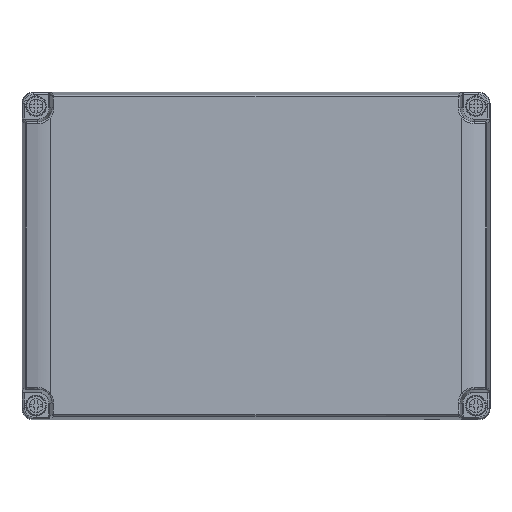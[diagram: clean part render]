
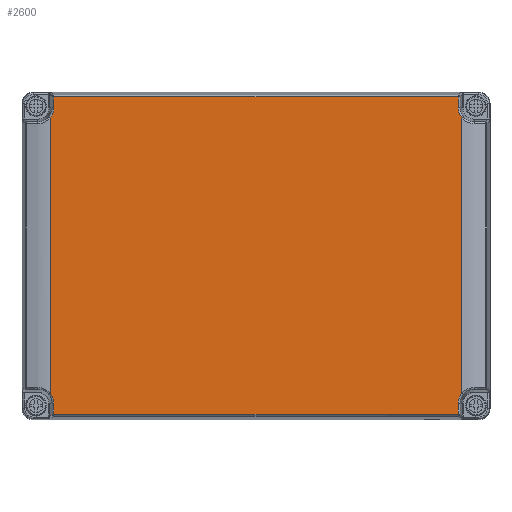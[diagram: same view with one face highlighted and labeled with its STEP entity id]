
A CAD part, top view. The second image highlights one B-rep face of the part: STEP entity #2600.
In plain terms, the highlighted planar face has unit normal (0, 0, 1).
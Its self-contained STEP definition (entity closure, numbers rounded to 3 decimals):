
#2511=AXIS2_PLACEMENT_3D('Plane Axis2P3D',#2508,#2509,#2510) ;
#2515=AXIS2_PLACEMENT_3D('Circle Axis2P3D',#2513,#2514,$) ;
#1256=CARTESIAN_POINT('Vertex',(232.965,166.5,150.)) ;
#1263=CARTESIAN_POINT('Vertex',(232.965,172.272,150.)) ;
#1266=CARTESIAN_POINT('Line Origine',(232.965,165.756,150.)) ;
#1312=CARTESIAN_POINT('Vertex',(235.,160.968,150.)) ;
#1316=CARTESIAN_POINT('Control Point',(235.,160.968,150.)) ;
#1317=CARTESIAN_POINT('Control Point',(234.212,161.894,150.)) ;
#1318=CARTESIAN_POINT('Control Point',(233.594,162.965,150.)) ;
#1319=CARTESIAN_POINT('Control Point',(233.189,164.06,150.)) ;
#1320=CARTESIAN_POINT('Control Point',(232.965,165.284,150.)) ;
#1321=CARTESIAN_POINT('Control Point',(232.965,166.5,150.)) ;
#2342=CARTESIAN_POINT('Vertex',(17.035,172.272,150.)) ;
#2345=CARTESIAN_POINT('Line Origine',(14.505,172.272,150.)) ;
#2508=CARTESIAN_POINT('Axis2P3D Location',(15.,0.,150.)) ;
#2513=CARTESIAN_POINT('Axis2P3D Location',(8.5,166.5,150.)) ;
#2517=CARTESIAN_POINT('Vertex',(15.,160.968,150.)) ;
#2519=CARTESIAN_POINT('Vertex',(17.035,166.5,150.)) ;
#2522=CARTESIAN_POINT('Line Origine',(15.,87.5,150.)) ;
#2526=CARTESIAN_POINT('Vertex',(15.,14.032,150.)) ;
#2530=CARTESIAN_POINT('Control Point',(15.,14.032,150.)) ;
#2531=CARTESIAN_POINT('Control Point',(15.557,13.378,150.)) ;
#2532=CARTESIAN_POINT('Control Point',(16.031,12.654,150.)) ;
#2533=CARTESIAN_POINT('Control Point',(16.411,11.874,150.)) ;
#2534=CARTESIAN_POINT('Control Point',(16.801,10.726,150.)) ;
#2535=CARTESIAN_POINT('Control Point',(16.983,9.535,150.)) ;
#2536=CARTESIAN_POINT('Control Point',(17.018,9.189,150.)) ;
#2537=CARTESIAN_POINT('Control Point',(17.035,8.844,150.)) ;
#2538=CARTESIAN_POINT('Control Point',(17.035,8.5,150.)) ;
#2539=CARTESIAN_POINT('Vertex',(17.035,8.5,150.)) ;
#2542=CARTESIAN_POINT('Line Origine',(17.035,5.614,150.)) ;
#2546=CARTESIAN_POINT('Vertex',(17.035,2.728,150.)) ;
#2549=CARTESIAN_POINT('Line Origine',(125.,2.728,150.)) ;
#2553=CARTESIAN_POINT('Vertex',(232.965,2.728,150.)) ;
#2556=CARTESIAN_POINT('Line Origine',(232.965,5.614,150.)) ;
#2560=CARTESIAN_POINT('Vertex',(232.965,8.5,150.)) ;
#2564=CARTESIAN_POINT('Control Point',(232.965,8.5,150.)) ;
#2565=CARTESIAN_POINT('Control Point',(232.965,9.359,150.)) ;
#2566=CARTESIAN_POINT('Control Point',(233.073,10.217,150.)) ;
#2567=CARTESIAN_POINT('Control Point',(233.289,11.058,150.)) ;
#2568=CARTESIAN_POINT('Control Point',(233.736,12.185,150.)) ;
#2569=CARTESIAN_POINT('Control Point',(234.369,13.21,150.)) ;
#2570=CARTESIAN_POINT('Control Point',(234.567,13.496,150.)) ;
#2571=CARTESIAN_POINT('Control Point',(234.777,13.77,150.)) ;
#2572=CARTESIAN_POINT('Control Point',(235.,14.032,150.)) ;
#2573=CARTESIAN_POINT('Vertex',(235.,14.032,150.)) ;
#2576=CARTESIAN_POINT('Line Origine',(235.,87.5,150.)) ;
#2581=CARTESIAN_POINT('Line Origine',(17.035,169.386,150.)) ;
#1267=DIRECTION('Vector Direction',(0.,1.,0.)) ;
#2346=DIRECTION('Vector Direction',(1.,0.,0.)) ;
#2509=DIRECTION('Axis2P3D Direction',(0.,0.,1.)) ;
#2510=DIRECTION('Axis2P3D XDirection',(1.,0.,0.)) ;
#2514=DIRECTION('Axis2P3D Direction',(0.,0.,1.)) ;
#2523=DIRECTION('Vector Direction',(0.,1.,0.)) ;
#2543=DIRECTION('Vector Direction',(0.,-1.,0.)) ;
#2550=DIRECTION('Vector Direction',(-1.,0.,0.)) ;
#2557=DIRECTION('Vector Direction',(0.,1.,0.)) ;
#2577=DIRECTION('Vector Direction',(0.,1.,0.)) ;
#2582=DIRECTION('Vector Direction',(0.,1.,0.)) ;
#1268=VECTOR('Line Direction',#1267,1.) ;
#2347=VECTOR('Line Direction',#2346,1.) ;
#2524=VECTOR('Line Direction',#2523,1.) ;
#2544=VECTOR('Line Direction',#2543,1.) ;
#2551=VECTOR('Line Direction',#2550,1.) ;
#2558=VECTOR('Line Direction',#2557,1.) ;
#2578=VECTOR('Line Direction',#2577,1.) ;
#2583=VECTOR('Line Direction',#2582,1.) ;
#2587=ORIENTED_EDGE('',*,*,#2521,.F.) ;
#2588=ORIENTED_EDGE('',*,*,#2528,.F.) ;
#2589=ORIENTED_EDGE('',*,*,#2541,.T.) ;
#2590=ORIENTED_EDGE('',*,*,#2548,.T.) ;
#2591=ORIENTED_EDGE('',*,*,#2555,.F.) ;
#2592=ORIENTED_EDGE('',*,*,#2562,.T.) ;
#2593=ORIENTED_EDGE('',*,*,#2575,.T.) ;
#2594=ORIENTED_EDGE('',*,*,#2580,.T.) ;
#2595=ORIENTED_EDGE('',*,*,#1322,.T.) ;
#2596=ORIENTED_EDGE('',*,*,#1270,.T.) ;
#2597=ORIENTED_EDGE('',*,*,#2349,.F.) ;
#2598=ORIENTED_EDGE('',*,*,#2585,.F.) ;
#2600=ADVANCED_FACE('DE_MPC_17-25-15\\MANIFOLD_SOLID_BREP #53406',(#2599),#2512,.T.) ;
#1315=B_SPLINE_CURVE_WITH_KNOTS('',5,(#1316,#1317,#1318,#1319,#1320,#1321),.UNSPECIFIED.,.F.,.U.,(6,6),(0.,8.531),.UNSPECIFIED.) ;
#2529=B_SPLINE_CURVE_WITH_KNOTS('',5,(#2530,#2531,#2532,#2533,#2534,#2535,#2536,#2537,#2538),.UNSPECIFIED.,.F.,.U.,(6,3,6),(0.,6.085,8.526),.UNSPECIFIED.) ;
#2563=B_SPLINE_CURVE_WITH_KNOTS('',5,(#2564,#2565,#2566,#2567,#2568,#2569,#2570,#2571,#2572),.UNSPECIFIED.,.F.,.U.,(6,3,6),(0.,6.085,8.526),.UNSPECIFIED.) ;
#2516=CIRCLE('generated circle',#2515,8.535) ;
#1270=EDGE_CURVE('',#1257,#1264,#1269,.T.) ;
#1322=EDGE_CURVE('',#1313,#1257,#1315,.T.) ;
#2349=EDGE_CURVE('',#2343,#1264,#2348,.T.) ;
#2521=EDGE_CURVE('',#2518,#2520,#2516,.T.) ;
#2528=EDGE_CURVE('',#2527,#2518,#2525,.T.) ;
#2541=EDGE_CURVE('',#2527,#2540,#2529,.T.) ;
#2548=EDGE_CURVE('',#2540,#2547,#2545,.T.) ;
#2555=EDGE_CURVE('',#2554,#2547,#2552,.T.) ;
#2562=EDGE_CURVE('',#2554,#2561,#2559,.T.) ;
#2575=EDGE_CURVE('',#2561,#2574,#2563,.T.) ;
#2580=EDGE_CURVE('',#2574,#1313,#2579,.T.) ;
#2585=EDGE_CURVE('',#2520,#2343,#2584,.T.) ;
#2586=EDGE_LOOP('',(#2587,#2588,#2589,#2590,#2591,#2592,#2593,#2594,#2595,#2596,#2597,#2598)) ;
#2599=FACE_OUTER_BOUND('',#2586,.T.) ;
#1269=LINE('Line',#1266,#1268) ;
#2348=LINE('Line',#2345,#2347) ;
#2525=LINE('Line',#2522,#2524) ;
#2545=LINE('Line',#2542,#2544) ;
#2552=LINE('Line',#2549,#2551) ;
#2559=LINE('Line',#2556,#2558) ;
#2579=LINE('Line',#2576,#2578) ;
#2584=LINE('Line',#2581,#2583) ;
#2512=PLANE('',#2511) ;
#1257=VERTEX_POINT('',#1256) ;
#1264=VERTEX_POINT('',#1263) ;
#1313=VERTEX_POINT('',#1312) ;
#2343=VERTEX_POINT('',#2342) ;
#2518=VERTEX_POINT('',#2517) ;
#2520=VERTEX_POINT('',#2519) ;
#2527=VERTEX_POINT('',#2526) ;
#2540=VERTEX_POINT('',#2539) ;
#2547=VERTEX_POINT('',#2546) ;
#2554=VERTEX_POINT('',#2553) ;
#2561=VERTEX_POINT('',#2560) ;
#2574=VERTEX_POINT('',#2573) ;
